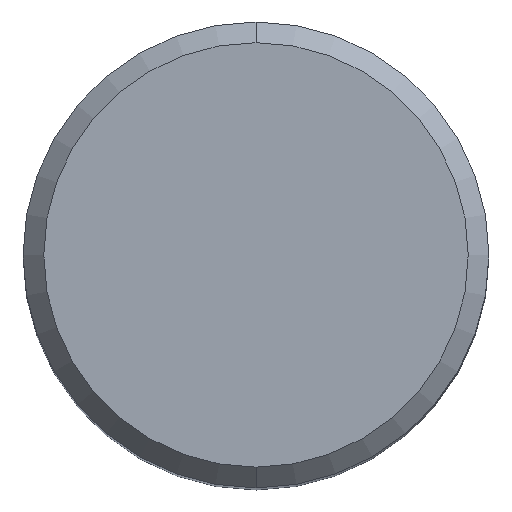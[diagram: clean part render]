
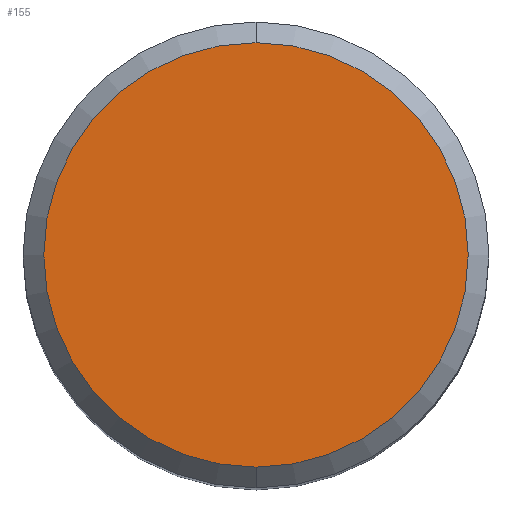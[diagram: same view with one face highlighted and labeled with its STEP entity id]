
A CAD part, top view. The second image highlights one B-rep face of the part: STEP entity #155.
In plain terms, the highlighted planar face has unit normal (0, 0, 1).
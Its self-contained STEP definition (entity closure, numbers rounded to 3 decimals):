
#105=EDGE_CURVE('',#201,#123,#258,.T.);
#123=VERTEX_POINT('',#276);
#155=ADVANCED_FACE('',(#313),#314,.T.);
#195=EDGE_CURVE('',#123,#201,#357,.T.);
#201=VERTEX_POINT('',#364);
#258=CIRCLE('',#420,8.2);
#276=CARTESIAN_POINT('',(0.0,8.2,0.));
#313=FACE_OUTER_BOUND('',#491,.T.);
#314=PLANE('',#492);
#357=CIRCLE('',#550,8.2);
#364=CARTESIAN_POINT('',(0.,-8.2,0.));
#420=AXIS2_PLACEMENT_3D('',#619,#620,#621);
#491=EDGE_LOOP('',(#682,#683));
#492=AXIS2_PLACEMENT_3D('',#684,#685,#686);
#550=AXIS2_PLACEMENT_3D('',#733,#734,#735);
#619=CARTESIAN_POINT('',(0.0,0.0,0.));
#620=DIRECTION('',(0.0,0.0,-1.0));
#621=DIRECTION('',(0.0,1.0,0.0));
#682=ORIENTED_EDGE('',*,*,#195,.F.);
#683=ORIENTED_EDGE('',*,*,#105,.F.);
#684=CARTESIAN_POINT('',(0.0,4.1,0.));
#685=DIRECTION('',(-0.0,0.0,1.0));
#686=DIRECTION('',(0.0,-1.0,0.0));
#733=CARTESIAN_POINT('',(0.0,0.0,0.));
#734=DIRECTION('',(0.0,0.0,-1.0));
#735=DIRECTION('',(0.0,1.0,0.0));
